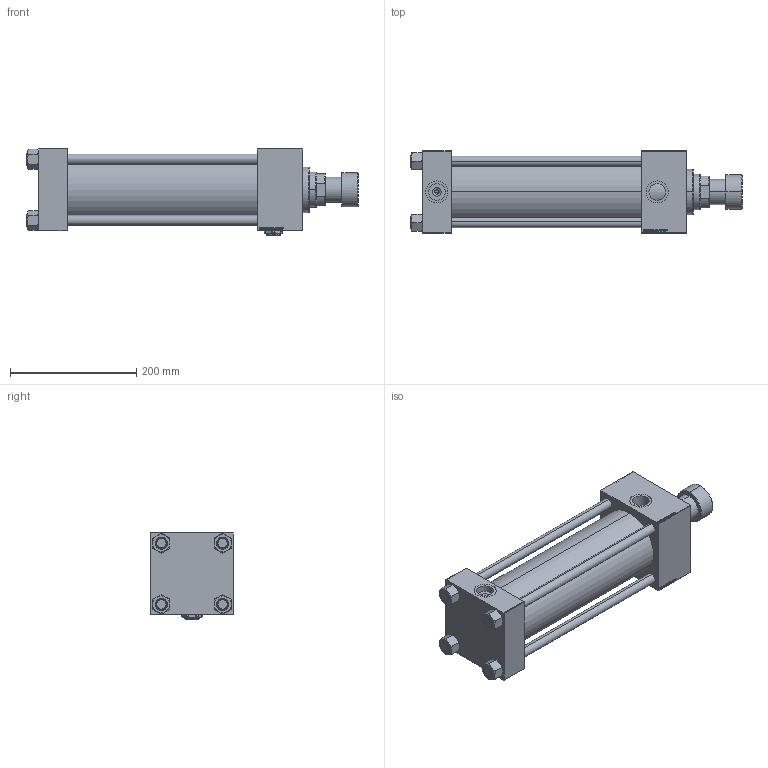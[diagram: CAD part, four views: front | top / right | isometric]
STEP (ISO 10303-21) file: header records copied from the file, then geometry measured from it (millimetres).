
FILE_DESCRIPTION (( 'STEP AP203' ), '1' );
FILE_NAME ('e3bd.STEP', '2022-04-16T01:24:07', ( '' ), ( '' ), 'SwSTEP 2.0', 'SolidWorks 2019', '' );
FILE_SCHEMA (( 'CONFIG_CONTROL_DESIGN' ));
Length unit declared in the file: millimetre
Products named in the file (8): V215_VC_A b3b273118c371d872d8186bdc2df2796; e3bd; NUT_M5_C b3b273118c371d872d8186bdc2df2796; V215CR_ROD_END_F b3b273118c371d872d8186bdc2df2796; V215CR_C_Body b3b273118c371d872d8186bdc2df2796; V215CR_C_TYCINKA b3b273118c371d872d8186bdc2df2796; Zatka_pro_OIL_PORT b3b273118c371d872d8186bdc2df2796; V215CR_VCP_C b3b273118c371d872d8186bdc2df2796
Assembly tree (13 placements, depth 2):
  e3bd
    V215CR_C_Body b3b273118c371d872d8186bdc2df2796
    V215CR_VCP_C b3b273118c371d872d8186bdc2df2796
    NUT_M5_C b3b273118c371d872d8186bdc2df2796  x4
    V215CR_C_TYCINKA b3b273118c371d872d8186bdc2df2796  x4
    V215_VC_A b3b273118c371d872d8186bdc2df2796
    V215CR_ROD_END_F b3b273118c371d872d8186bdc2df2796
    Zatka_pro_OIL_PORT b3b273118c371d872d8186bdc2df2796
Bounding box: 525 x 130 x 137 mm (x, y, z)
Volume: 3531351.5 mm3; surface area: 584800.9 mm2
Topology: 13 solids, 13 shells, 1263 faces, 3181 edges, 2067 vertices
Faces by surface type: plane 603, bspline 392, cone 158, cylinder 98, torus 12
Entity records: 53101 total; most frequent: CARTESIAN_POINT 27952, ORIENTED_EDGE 5626, DIRECTION 3681, EDGE_CURVE 2813, VERTEX_POINT 1845, LINE 1657, VECTOR 1657, EDGE_LOOP 1244
